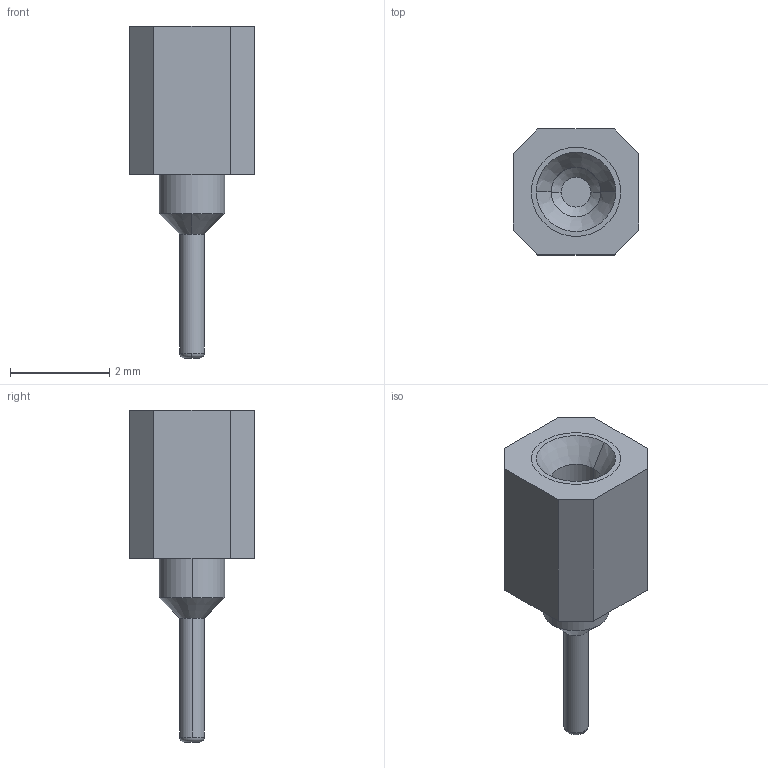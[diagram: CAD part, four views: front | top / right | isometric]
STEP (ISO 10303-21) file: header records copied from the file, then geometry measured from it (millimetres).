
FILE_DESCRIPTION (( 'STEP AP214' ), '1' );
FILE_NAME ('PBSM-1x6.STEP', '2015-11-25T13:25:36', ( 'Alexey' ), ( '' ), 'SwSTEP 2.0', 'SolidWorks 2012', '' );
FILE_SCHEMA (( 'AUTOMOTIVE_DESIGN' ));
Length unit declared in the file: millimetre
Products named in the file (3): User Library-PBSM-1x6_User Library-PBSM-1x6__X2_0432044B0432043E0434_X0_; User Library-PBSM-1x6_User Library-PBSM-1x6__X2_043F043B0430044104420438043A_X0_; PBSM-1x6
Assembly tree (2 placements, depth 2):
  PBSM-1x6
    User Library-PBSM-1x6_User Library-PBSM-1x6__X2_043F043B0430044104420438043A_X0_
    User Library-PBSM-1x6_User Library-PBSM-1x6__X2_0432044B0432043E0434_X0_
Bounding box: 2.54 x 2.54 x 6.7 mm (x, y, z)
Volume: 16.7 mm3; surface area: 86.9 mm2
Topology: 2 solids, 2 shells, 35 faces, 80 edges, 52 vertices
Faces by surface type: plane 15, cylinder 12, cone 6, torus 2
Entity records: 1499 total; most frequent: DIRECTION 198, CARTESIAN_POINT 172, ORIENTED_EDGE 160, EDGE_CURVE 80, AXIS2_PLACEMENT_3D 78, VERTEX_POINT 52, UNCERTAINTY_MEASURE_WITH_UNIT 42, VECTOR 42
